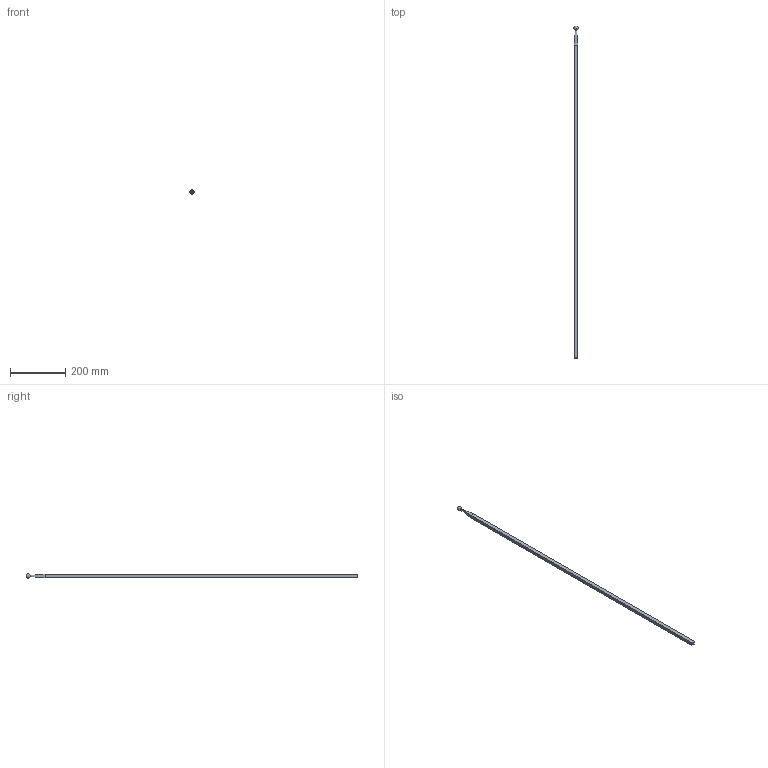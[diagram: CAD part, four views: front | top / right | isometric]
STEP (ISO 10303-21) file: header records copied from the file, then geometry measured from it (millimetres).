
FILE_DESCRIPTION (( 'STEP AP203' ), '1' );
FILE_NAME ('118-C-33.STEP', '2022-04-21T07:30:20', ( '' ), ( '' ), 'SwSTEP 2.0', 'SolidWorks 2018', '' );
FILE_SCHEMA (( 'CONFIG_CONTROL_DESIGN' ));
Length unit declared in the file: millimetre
Products named in the file (1): 118-C-33
Bounding box: 14.89 x 1199.95 x 15 mm (x, y, z)
Volume: 168654.3 mm3; surface area: 56854.4 mm2
Topology: 1 solids, 1 shells, 216 faces, 578 edges, 384 vertices
Faces by surface type: plane 108, bspline 106, cylinder 1, sphere 1
Full cylindrical faces by diameter (mm): 5.5 x1
Entity records: 11863 total; most frequent: CARTESIAN_POINT 7125, ORIENTED_EDGE 1146, DIRECTION 596, EDGE_CURVE 573, VERTEX_POINT 381, LINE 364, VECTOR 364, EDGE_LOOP 238
